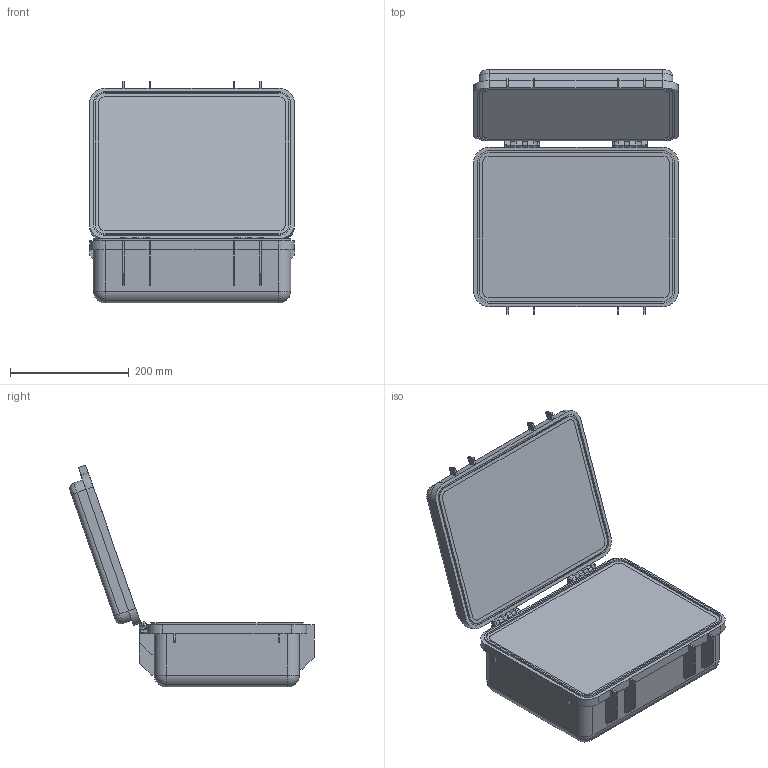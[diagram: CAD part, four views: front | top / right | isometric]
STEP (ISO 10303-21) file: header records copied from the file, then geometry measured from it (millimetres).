
FILE_DESCRIPTION(/* description */ ('STEP AP242','CAx-IF Rec.Pracs.---Representation and Presentation of Product Manufacturing Information (PMI)---4.0---2014-10-13','CAx-IF Rec.Pracs.---3D Tessellated Geometry---0.4---2014-09-14','2;1'),/* implementation_level */ '2;1');
FILE_NAME(/* name */ '658106236c29480d85bc6eea',/* time_stamp */ '2023-12-19T02:55:32Z',/* author */ (''),/* organization */ (''),/* preprocessor_version */ 'ST-DEVELOPER v19.4',/* originating_system */ ' ',/* authorisation */ ' ');
FILE_SCHEMA (('AP242_MANAGED_MODEL_BASED_3D_ENGINEERING_MIM_LF { 1 0 10303 442 1 1 4 }'));
Length unit declared in the file: metre
Products named in the file (8): Assembly 1 Copy 1; Bottom Foam; Top Housing; Bottom Housing; Seal; Rod Right; Rod Left; Top Foam
Assembly tree (7 placements, depth 2):
  Assembly 1 Copy 1
    Bottom Foam
    Top Housing
    Bottom Housing
    Seal
    Rod Right
    Rod Left
    Top Foam
Bounding box: 345 x 412.58 x 374.37 mm (x, y, z)
Volume: 11974535.7 mm3; surface area: 1165694.3 mm2
Topology: 7 solids, 7 shells, 375 faces, 998 edges, 630 vertices
Faces by surface type: plane 233, cylinder 124, sphere 8, bspline 6, torus 4
Full cylindrical faces by diameter (mm): 3 x14
Entity records: 11686 total; most frequent: CARTESIAN_POINT 2095, DIRECTION 1970, ORIENTED_EDGE 1932, EDGE_CURVE 966, LINE 716, VECTOR 716, AXIS2_PLACEMENT_3D 627, VERTEX_POINT 626
